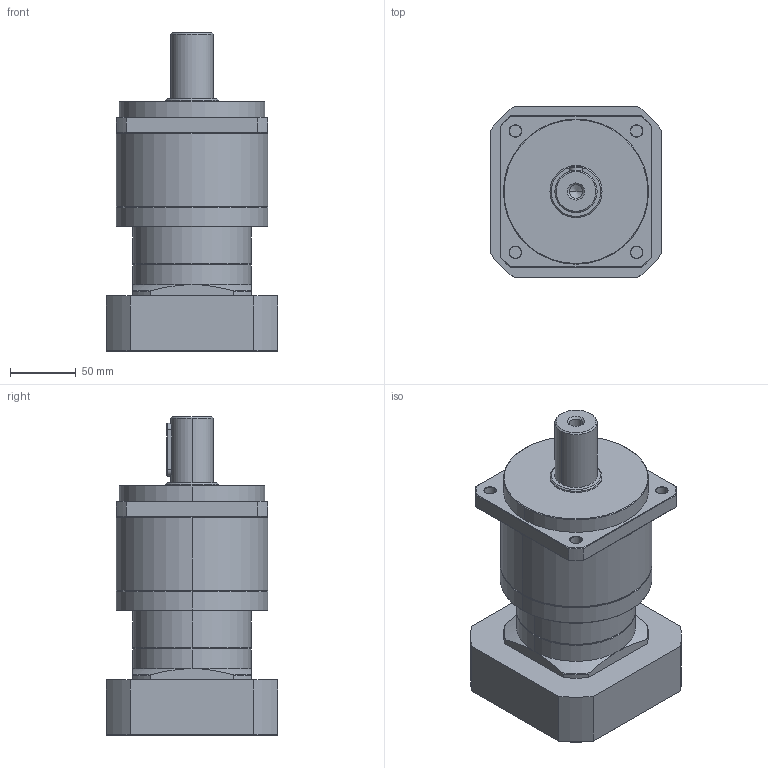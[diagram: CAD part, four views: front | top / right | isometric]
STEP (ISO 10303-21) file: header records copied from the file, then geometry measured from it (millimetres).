
FILE_DESCRIPTION (( 'STEP AP214' ), '1' );
FILE_NAME ('MSS1152B-C4120103 nc coord fxt.STEP', '2022-02-23T19:03:59', ( '' ), ( '' ), 'SwSTEP 2.0', 'SolidWorks 2021', '' );
FILE_SCHEMA (( 'AUTOMOTIVE_DESIGN' ));
Length unit declared in the file: inch
Products named in the file (1): MSS1152B-C4120103 nc coord fxt
Bounding box: 130 x 130 x 241.4 mm (x, y, z)
Volume: 1912850.3 mm3; surface area: 163914.6 mm2
Topology: 3 solids, 3 shells, 194 faces, 435 edges, 251 vertices
Faces by surface type: cone 89, cylinder 58, plane 47
Entity records: 5581 total; most frequent: CARTESIAN_POINT 1185, DIRECTION 967, ORIENTED_EDGE 850, EDGE_CURVE 425, AXIS2_PLACEMENT_3D 391, VERTEX_POINT 251, EDGE_LOOP 220, CIRCLE 196
